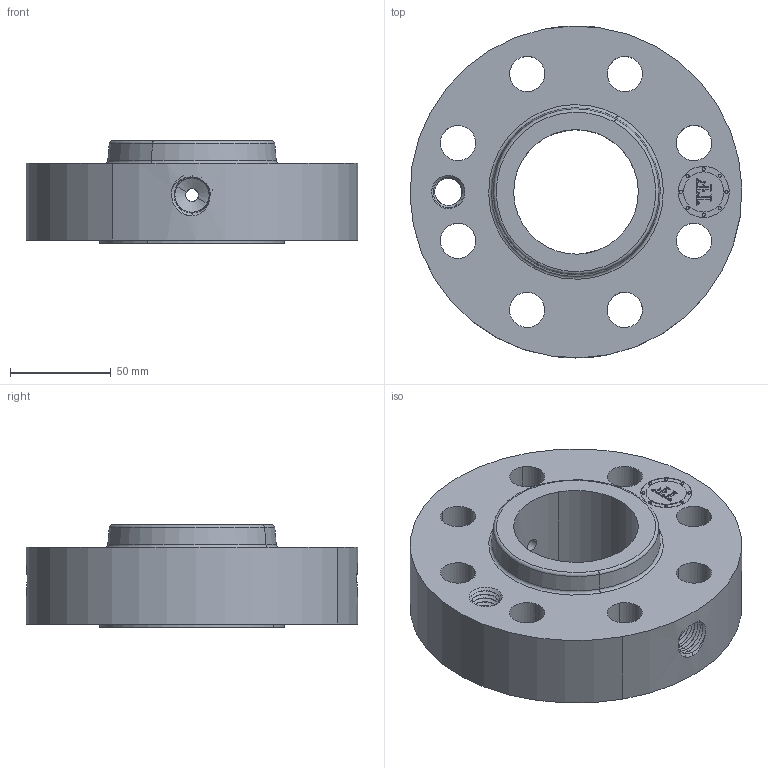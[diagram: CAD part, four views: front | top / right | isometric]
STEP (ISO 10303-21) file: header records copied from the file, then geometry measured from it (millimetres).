
FILE_DESCRIPTION(('3D STEP'),'2;1');
FILE_NAME('2-300-RF-SLIP-ON-ORIF-FLANGE.stp','2013-10-20T09:00:01+00:00',('Texas Flange'),(''),'CATIA Version 5 Release 20 SP 6 (IN-10)','CATIA V5 STEP AP214','800-826-3801');
FILE_SCHEMA(('AUTOMOTIVE_DESIGN { 1 0 10303 214 1 1 1 1 }'));
Length unit declared in the file: inch
Products named in the file (1): 2-300-RF-SLIP-ON-ORIF-FLANGE
Bounding box: 165.05 x 165.1 x 50.8 mm (x, y, z)
Volume: 638602.4 mm3; surface area: 89923.1 mm2
Topology: 1 solids, 1 shells, 776 faces, 2109 edges, 1354 vertices
Faces by surface type: plane 369, bspline 258, cylinder 93, cone 48, revolution 4, torus 4
Entity records: 32859 total; most frequent: CARTESIAN_POINT 13601, ORIENTED_EDGE 4218, EDGE_CURVE 2109, DIRECTION 2062, VERTEX_POINT 1354, VECTOR 1180, LINE 1180, B_SPLINE_CURVE_WITH_KNOTS 819
